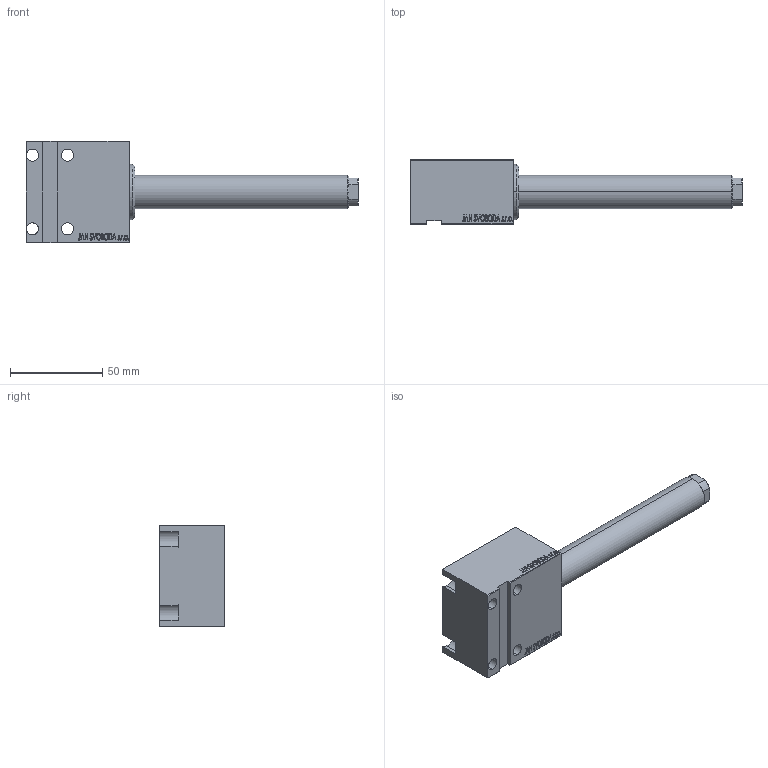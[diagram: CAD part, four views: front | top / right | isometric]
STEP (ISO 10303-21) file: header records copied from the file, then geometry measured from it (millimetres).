
FILE_DESCRIPTION (( 'STEP AP203' ), '1' );
FILE_NAME ('d93d.STEP', '2024-02-12T14:41:41', ( '' ), ( '' ), 'SwSTEP 2.0', 'SolidWorks 2019', '' );
FILE_SCHEMA (( 'CONFIG_CONTROL_DESIGN' ));
Length unit declared in the file: millimetre
Products named in the file (4): V450CM_E_VCP cb6cab4e33cdded698cdc45945ecc533; V450CM_VC_B cb6cab4e33cdded698cdc45945ecc533; V450CM_E_Body cb6cab4e33cdded698cdc45945ecc533; d93d
Assembly tree (3 placements, depth 2):
  d93d
    V450CM_E_Body cb6cab4e33cdded698cdc45945ecc533
    V450CM_E_VCP cb6cab4e33cdded698cdc45945ecc533
    V450CM_VC_B cb6cab4e33cdded698cdc45945ecc533
Bounding box: 180 x 35 x 55 mm (x, y, z)
Volume: 129503.1 mm3; surface area: 37503.4 mm2
Topology: 3 solids, 3 shells, 849 faces, 2201 edges, 1459 vertices
Faces by surface type: plane 407, bspline 380, cylinder 48, cone 14
Entity records: 43215 total; most frequent: CARTESIAN_POINT 24537, ORIENTED_EDGE 4398, DIRECTION 2483, EDGE_CURVE 2199, VERTEX_POINT 1459, LINE 1317, VECTOR 1317, EDGE_LOOP 968
